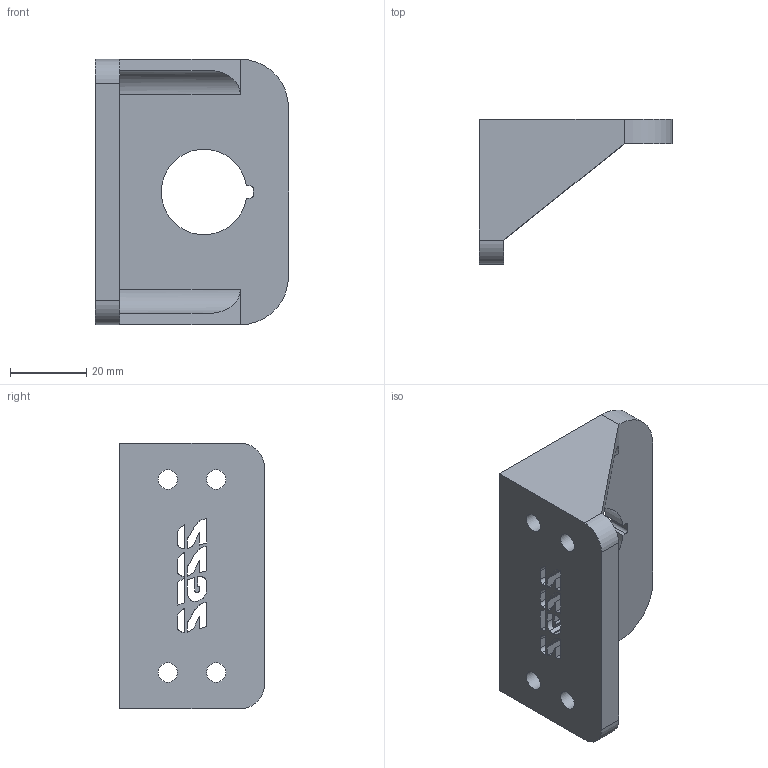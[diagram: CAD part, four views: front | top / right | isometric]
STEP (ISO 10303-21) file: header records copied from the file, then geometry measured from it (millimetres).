
FILE_DESCRIPTION(/* description */ (''),/* implementation_level */ '2;1');
FILE_NAME(/* name */ 'rsl mount.stp',/* time_stamp */ '2025-02-28T22:26:06-05:00',/* author */ ('slick'),/* organization */ (''),/* preprocessor_version */ 'ST-DEVELOPER v19.2',/* originating_system */ 'Autodesk Inventor 2023',/* authorisation */ '');
FILE_SCHEMA (('AUTOMOTIVE_DESIGN { 1 0 10303 214 3 1 1 }'));
Length unit declared in the file: inch
Products named in the file (1): rsl mount
Bounding box: 50.8 x 38.1 x 69.85 mm (x, y, z)
Volume: 35058.1 mm3; surface area: 15250.6 mm2
Topology: 1 solids, 1 shells, 96 faces, 278 edges, 184 vertices
Faces by surface type: plane 42, bspline 41, cylinder 13
Full cylindrical faces by diameter (mm): 5.105 x4
Entity records: 3396 total; most frequent: CARTESIAN_POINT 1029, ORIENTED_EDGE 556, DIRECTION 334, EDGE_CURVE 278, VERTEX_POINT 184, LINE 170, VECTOR 170, EDGE_LOOP 122
